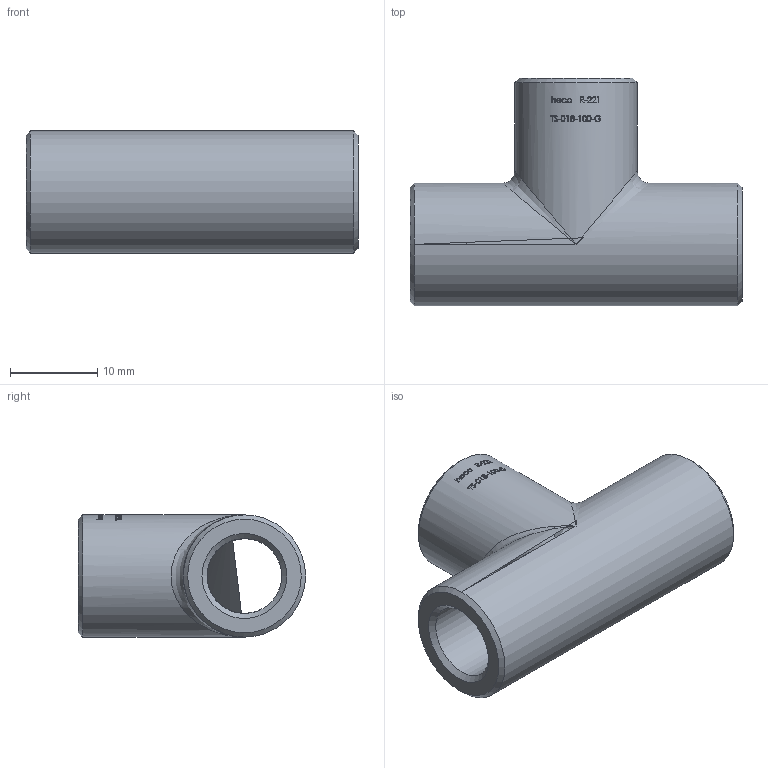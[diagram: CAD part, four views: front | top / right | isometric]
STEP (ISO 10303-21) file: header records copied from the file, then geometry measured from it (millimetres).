
FILE_DESCRIPTION (( 'STEP AP214' ), '1' );
FILE_NAME ('TS-018-100-G R-221 T-Stück 2011.STEP', '2020-11-17T17:05:39', ( '' ), ( '' ), 'SwSTEP 2.0', 'SolidWorks 2019', '' );
FILE_SCHEMA (( 'AUTOMOTIVE_DESIGN' ));
Length unit declared in the file: millimetre
Products named in the file (1): TS-018-100-G R-221 T-Stück 2011
Bounding box: 38 x 26 x 14 mm (x, y, z)
Volume: 4765.6 mm3; surface area: 3709.9 mm2
Topology: 1 solids, 1 shells, 52 faces, 255 edges, 228 vertices
Faces by surface type: cylinder 36, plane 6, cone 6, bspline 4
Full cylindrical faces by diameter (mm): 8.546 x2, 8.566 x3, 14 x2
Entity records: 4419 total; most frequent: CARTESIAN_POINT 2332, ORIENTED_EDGE 460, DIRECTION 241, EDGE_CURVE 230, VERTEX_POINT 226, B_SPLINE_CURVE_WITH_KNOTS 136, AXIS2_PLACEMENT_3D 106, EDGE_LOOP 102
